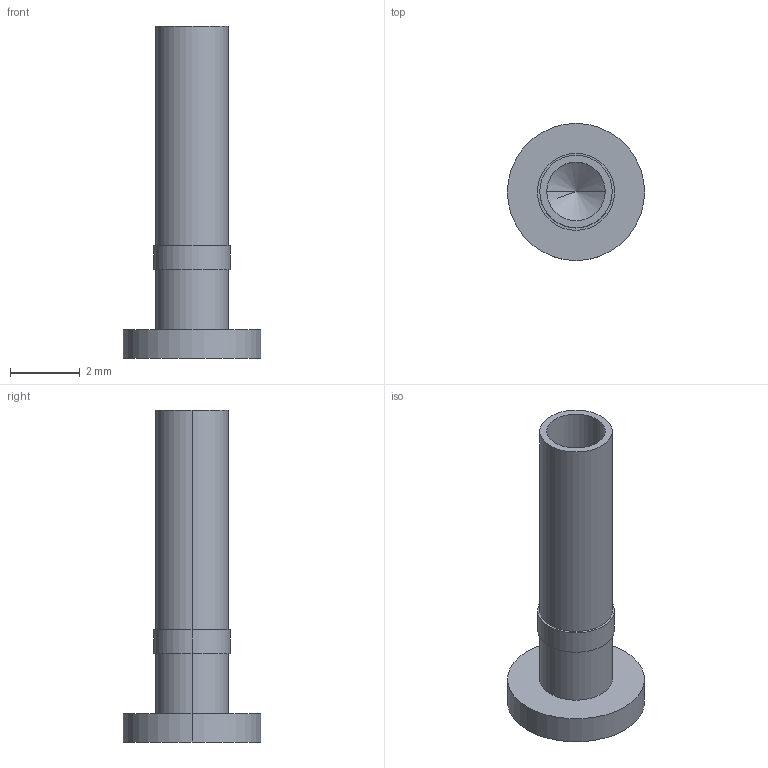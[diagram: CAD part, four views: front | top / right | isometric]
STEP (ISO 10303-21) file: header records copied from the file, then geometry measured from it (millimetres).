
FILE_DESCRIPTION (( 'STEP AP214' ), '1' );
FILE_NAME ('IF-PI-9.53-3.93_2017_08_23.STEP', '2017-08-30T06:43:13', ( '' ), ( '' ), 'SwSTEP 2.0', 'SolidWorks 2017', '' );
FILE_SCHEMA (( 'AUTOMOTIVE_DESIGN' ));
Length unit declared in the file: millimetre
Products named in the file (1): IF-PI-9.53-3.93_2017_08_23
Bounding box: 3.94 x 3.94 x 9.53 mm (x, y, z)
Volume: 33.7 mm3; surface area: 106.5 mm2
Topology: 1 solids, 1 shells, 17 faces, 34 edges, 21 vertices
Faces by surface type: cylinder 10, plane 5, cone 2
Entity records: 472 total; most frequent: DIRECTION 88, CARTESIAN_POINT 71, ORIENTED_EDGE 64, AXIS2_PLACEMENT_3D 38, EDGE_CURVE 32, VERTEX_POINT 21, EDGE_LOOP 21, CIRCLE 20
